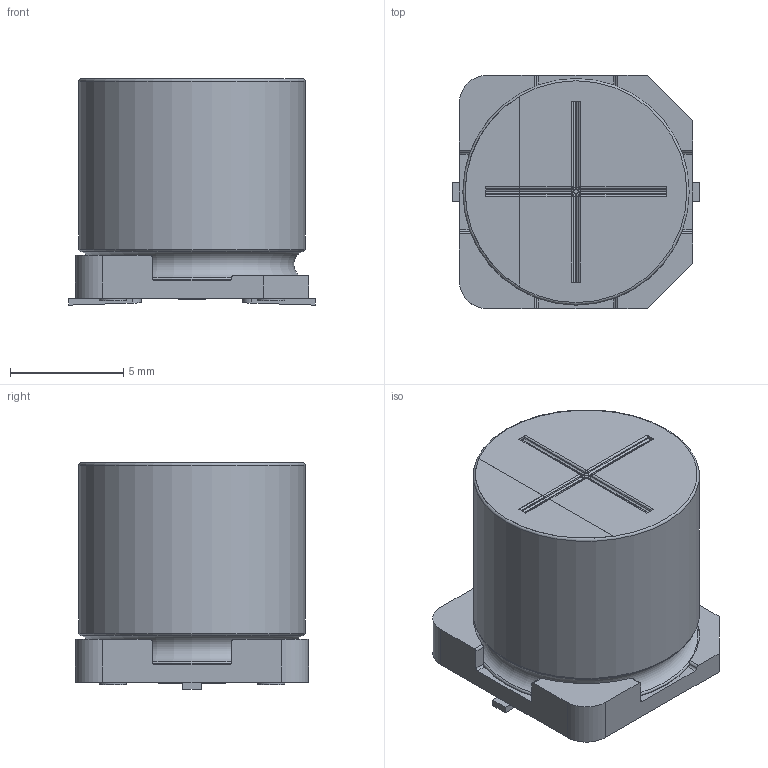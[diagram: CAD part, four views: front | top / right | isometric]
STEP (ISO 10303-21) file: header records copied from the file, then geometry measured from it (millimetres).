
FILE_DESCRIPTION(/* description */ (''),/* implementation_level */ '2;1');
FILE_NAME(/* name */ '10x10_Chip.stp',/* time_stamp */ '2017-09-04T19:27:05+09:00',/* author */ (''),/* organization */ (''),/* preprocessor_version */ 'ST-DEVELOPER v16',/* originating_system */ 'SIEMENS PLM Software NX 11.0',/* authorisation */ '');
FILE_SCHEMA (('AUTOMOTIVE_DESIGN { 1 0 10303 214 3 1 1 1 }'));
Length unit declared in the file: millimetre
Products named in the file (1): 10x10_Chip_0
Bounding box: 10.9 x 10.3 x 10 mm (x, y, z)
Volume: 781.9 mm3; surface area: 755.6 mm2
Topology: 5 solids, 5 shells, 134 faces, 336 edges, 214 vertices
Faces by surface type: plane 61, cylinder 61, torus 4, sphere 4, bspline 4
Full cylindrical faces by diameter (mm): 1.2 x4, 10 x2
Entity records: 4252 total; most frequent: CARTESIAN_POINT 925, DIRECTION 678, ORIENTED_EDGE 638, EDGE_CURVE 319, AXIS2_PLACEMENT_3D 244, VERTEX_POINT 211, LINE 190, VECTOR 190
